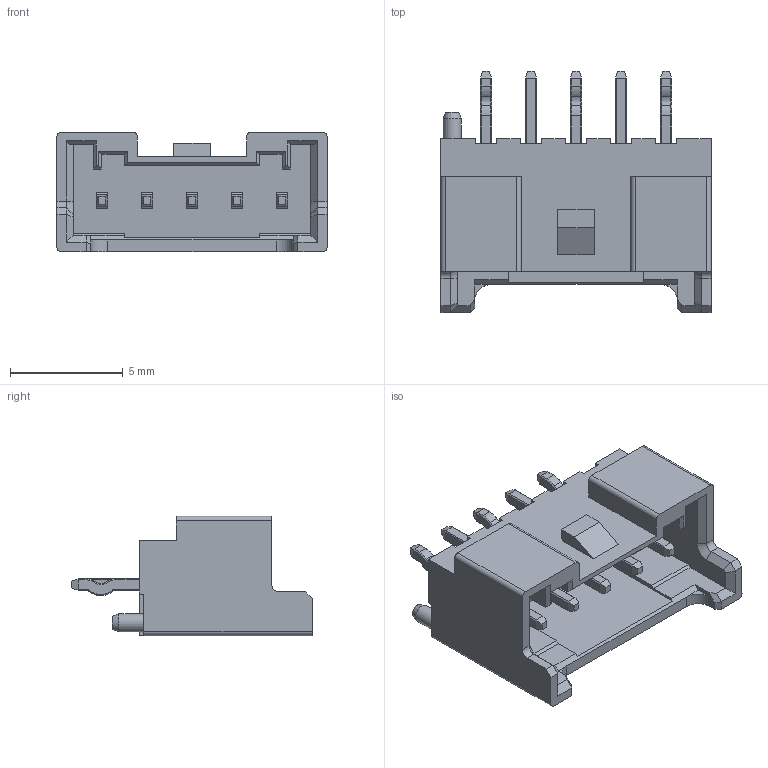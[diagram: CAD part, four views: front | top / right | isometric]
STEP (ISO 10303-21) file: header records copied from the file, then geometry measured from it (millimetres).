
FILE_DESCRIPTION( ('This file contains a STEP AP42 implementation' ,'as created by ZW3D STEP Interface translator.') ,'2;1' );
FILE_NAME( 'WF2018-WSHXXE02.stp' ,'241019.112530', (''), ('ZWCAD Software Co.'), 'Version 1.0', 'ZW3D to STEP translator', '' );
FILE_SCHEMA(('AUTOMOTIVE_DESIGN { 1 0 10303 214 1 1 1 1 }'));
Length unit declared in the file: millimetre
Products named in the file (2): 0; WF2018-WSH05E02
Bounding box: 12 x 10.7 x 5.3 mm (x, y, z)
Volume: 204.5 mm3; surface area: 561.7 mm2
Topology: 1 solids, 1 shells, 365 faces, 975 edges, 629 vertices
Faces by surface type: plane 275, cone 39, cylinder 39, bspline 12
Full cylindrical faces by diameter (mm): 0.8 x1
Entity records: 11517 total; most frequent: CARTESIAN_POINT 2028, ORIENTED_EDGE 1942, DIRECTION 1778, EDGE_CURVE 971, VECTOR 848, LINE 848, VERTEX_POINT 622, AXIS2_PLACEMENT_3D 465
